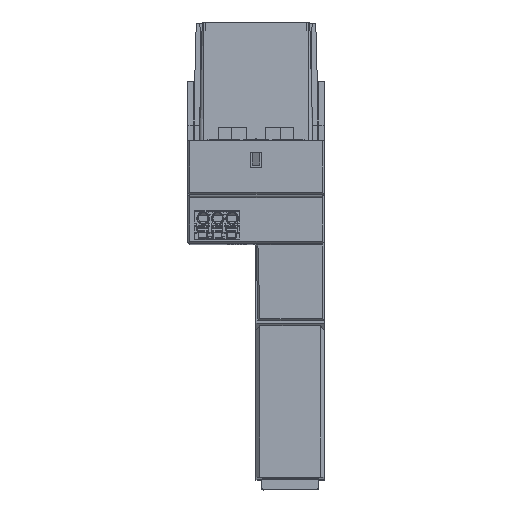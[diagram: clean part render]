
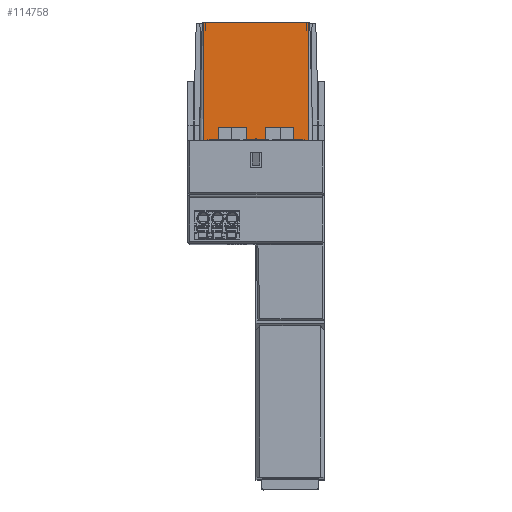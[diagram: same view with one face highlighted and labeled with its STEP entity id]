
A CAD part, top view. The second image highlights one B-rep face of the part: STEP entity #114758.
In plain terms, the highlighted face is planar.
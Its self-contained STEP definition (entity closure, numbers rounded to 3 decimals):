
#71450=DIRECTION('',(0.,0.,-1.));
#71451=VECTOR('',#71450,3.9);
#71452=CARTESIAN_POINT('',(-109.873,-27.,13.8));
#71453=LINE('',#71452,#71451);
#71457=DIRECTION('',(0.,0.,-1.));
#71458=VECTOR('',#71457,5.);
#71459=CARTESIAN_POINT('',(-109.873,-27.,2.5));
#71460=LINE('',#71459,#71458);
#71464=DIRECTION('',(0.,0.,-1.));
#71465=VECTOR('',#71464,3.9);
#71466=CARTESIAN_POINT('',(-109.873,-27.,-9.9));
#71467=LINE('',#71466,#71465);
#72186=DIRECTION('',(-0.026,1.,0.));
#72187=VECTOR('',#72186,31.411);
#72188=CARTESIAN_POINT('',(-109.05,-58.4,13.8));
#72189=LINE('',#72188,#72187);
#72272=DIRECTION('',(0.,0.,-1.));
#72273=VECTOR('',#72272,7.4);
#72274=CARTESIAN_POINT('',(-109.781,-30.5,9.9));
#72275=LINE('',#72274,#72273);
#72286=DIRECTION('',(0.026,-1.,0.));
#72287=VECTOR('',#72286,3.501);
#72288=CARTESIAN_POINT('',(-109.873,-27.,9.9));
#72289=LINE('',#72288,#72287);
#72314=DIRECTION('',(0.,0.,-1.));
#72315=VECTOR('',#72314,27.6);
#72316=CARTESIAN_POINT('',(-109.05,-58.4,13.8));
#72317=LINE('',#72316,#72315);
#72321=DIRECTION('',(0.026,-1.,0.));
#72322=VECTOR('',#72321,31.411);
#72323=CARTESIAN_POINT('',(-109.873,-27.,-13.8));
#72324=LINE('',#72323,#72322);
#75492=DIRECTION('',(-0.026,1.,0.));
#75493=VECTOR('',#75492,3.501);
#75494=CARTESIAN_POINT('',(-109.781,-30.5,-9.9));
#75495=LINE('',#75494,#75493);
#75513=DIRECTION('',(0.,0.,-1.));
#75514=VECTOR('',#75513,7.4);
#75515=CARTESIAN_POINT('',(-109.781,-30.5,-2.5));
#75516=LINE('',#75515,#75514);
#75527=DIRECTION('',(0.026,-1.,0.));
#75528=VECTOR('',#75527,3.501);
#75529=CARTESIAN_POINT('',(-109.873,-27.,-2.5));
#75530=LINE('',#75529,#75528);
#75604=DIRECTION('',(-0.026,1.,0.));
#75605=VECTOR('',#75604,3.501);
#75606=CARTESIAN_POINT('',(-109.781,-30.5,2.5));
#75607=LINE('',#75606,#75605);
#92769=CARTESIAN_POINT('',(-109.873,-27.,13.8));
#92770=VERTEX_POINT('',#92769);
#92771=CARTESIAN_POINT('',(-109.873,-27.,9.9));
#92772=VERTEX_POINT('',#92771);
#92777=CARTESIAN_POINT('',(-109.873,-27.,2.5));
#92778=VERTEX_POINT('',#92777);
#92779=CARTESIAN_POINT('',(-109.873,-27.,-2.5));
#92780=VERTEX_POINT('',#92779);
#92785=CARTESIAN_POINT('',(-109.873,-27.,-9.9));
#92786=VERTEX_POINT('',#92785);
#92787=CARTESIAN_POINT('',(-109.873,-27.,-13.8));
#92788=VERTEX_POINT('',#92787);
#92961=CARTESIAN_POINT('',(-109.05,-58.4,13.8));
#92962=VERTEX_POINT('',#92961);
#92971=CARTESIAN_POINT('',(-109.05,-58.4,-13.8));
#92972=VERTEX_POINT('',#92971);
#92981=CARTESIAN_POINT('',(-109.781,-30.5,9.9));
#92982=VERTEX_POINT('',#92981);
#92983=CARTESIAN_POINT('',(-109.781,-30.5,2.5));
#92984=VERTEX_POINT('',#92983);
#92985=CARTESIAN_POINT('',(-109.781,-30.5,-9.9));
#92986=VERTEX_POINT('',#92985);
#92987=CARTESIAN_POINT('',(-109.781,-30.5,-2.5));
#92988=VERTEX_POINT('',#92987);
#114734=CARTESIAN_POINT('',(-109.65,-35.5,15.812));
#114735=DIRECTION('',(-1.,-0.026,0.));
#114736=DIRECTION('',(0.,0.,-1.));
#114737=AXIS2_PLACEMENT_3D('',#114734,#114735,#114736);
#114738=PLANE('',#114737);
#114739=ORIENTED_EDGE('',*,*,#114588,.F.);
#114740=ORIENTED_EDGE('',*,*,#114621,.T.);
#114742=ORIENTED_EDGE('',*,*,#114741,.F.);
#114743=ORIENTED_EDGE('',*,*,#113977,.F.);
#114745=ORIENTED_EDGE('',*,*,#114744,.F.);
#114747=ORIENTED_EDGE('',*,*,#114746,.F.);
#114749=ORIENTED_EDGE('',*,*,#114748,.F.);
#114750=ORIENTED_EDGE('',*,*,#113969,.F.);
#114752=ORIENTED_EDGE('',*,*,#114751,.F.);
#114753=ORIENTED_EDGE('',*,*,#114694,.F.);
#114754=ORIENTED_EDGE('',*,*,#114714,.F.);
#114755=ORIENTED_EDGE('',*,*,#113961,.F.);
#114756=EDGE_LOOP('',(#114739,#114740,#114742,#114743,#114745,#114747,#114749,
#114750,#114752,#114753,#114754,#114755));
#114757=FACE_OUTER_BOUND('',#114756,.F.);
#113961=EDGE_CURVE('',#92770,#92772,#71453,.T.);
#113969=EDGE_CURVE('',#92778,#92780,#71460,.T.);
#113977=EDGE_CURVE('',#92786,#92788,#71467,.T.);
#114588=EDGE_CURVE('',#92962,#92770,#72189,.T.);
#114621=EDGE_CURVE('',#92962,#92972,#72317,.T.);
#114694=EDGE_CURVE('',#92982,#92984,#72275,.T.);
#114714=EDGE_CURVE('',#92772,#92982,#72289,.T.);
#114741=EDGE_CURVE('',#92788,#92972,#72324,.T.);
#114744=EDGE_CURVE('',#92986,#92786,#75495,.T.);
#114746=EDGE_CURVE('',#92988,#92986,#75516,.T.);
#114748=EDGE_CURVE('',#92780,#92988,#75530,.T.);
#114751=EDGE_CURVE('',#92984,#92778,#75607,.T.);
#114758=ADVANCED_FACE('',(#114757),#114738,.T.);
